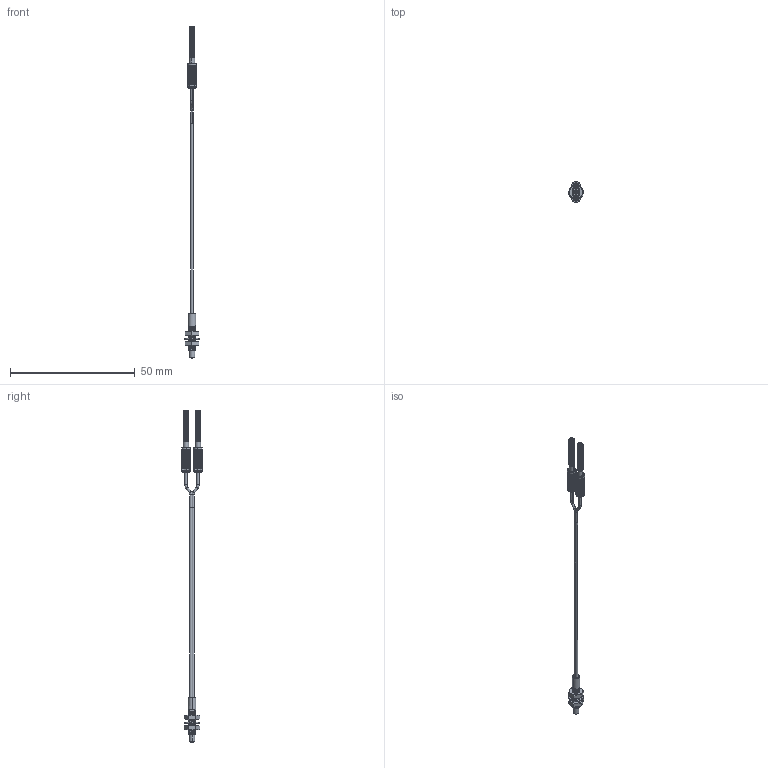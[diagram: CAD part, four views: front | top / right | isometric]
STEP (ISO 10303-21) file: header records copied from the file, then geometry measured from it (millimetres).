
FILE_DESCRIPTION((''),'2;1');
FILE_NAME('192790_ASM','2016-02-09T',('pdmadmin'),(''),'PRO/ENGINEER BY PARAMETRIC TECHNOLOGY CORPORATION, 2013230','PRO/ENGINEER BY PARAMETRIC TECHNOLOGY CORPORATION, 2013230','');
FILE_SCHEMA(('CONFIG_CONTROL_DESIGN'));
Length unit declared in the file: inch
Products named in the file (13): 41382_020X_040_DUPL_GH2002-892; 41382_CORE_020_X3IN; 41382_020X_040DUPL_GH2002-889_ASM; DT11_TERMINUS; FIBER_CORE_020_X_; 08393_M3_ITLW_NI_PLATE; 08396_M3X0; 41382_CURVED; 63222_AF0; 63223_AF0; 66393_MOD_12643_ASM; 12643_ASM; 192790_ASM
Assembly tree (17 placements, depth 4):
  192790_ASM
    12643_ASM
      41382_020X_040DUPL_GH2002-889_ASM
        41382_020X_040_DUPL_GH2002-892
        41382_CORE_020_X3IN  x2
      DT11_TERMINUS
      FIBER_CORE_020_X_  x2
      08393_M3_ITLW_NI_PLATE
      08396_M3X0  x2
      41382_CURVED  x2
      66393_MOD_12643_ASM  x2
        63222_AF0
        63223_AF0
Bounding box: 5.98 x 8.3 x 133.32 mm (x, y, z)
Volume: 508.3 mm3; surface area: 2715.2 mm2
Topology: 15 solids, 19 shells, 1506 faces, 3792 edges, 2321 vertices
Faces by surface type: cone 575, cylinder 464, torus 272, plane 181, bspline 14
Entity records: 31444 total; most frequent: CARTESIAN_POINT 9859, DIRECTION 4950, ORIENTED_EDGE 4352, EDGE_CURVE 2180, AXIS2_PLACEMENT_3D 2105, VERTEX_POINT 1347, CIRCLE 1215, EDGE_LOOP 873
